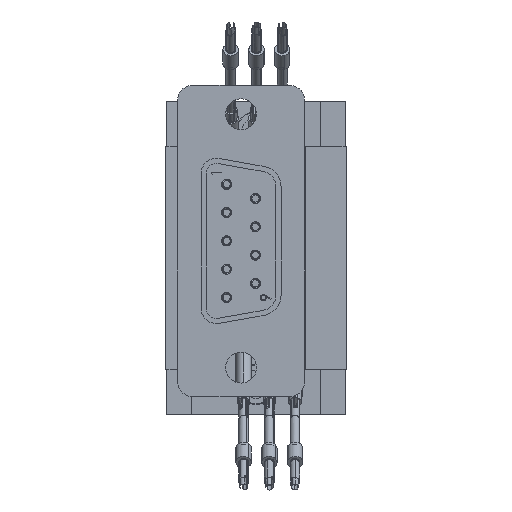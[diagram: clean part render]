
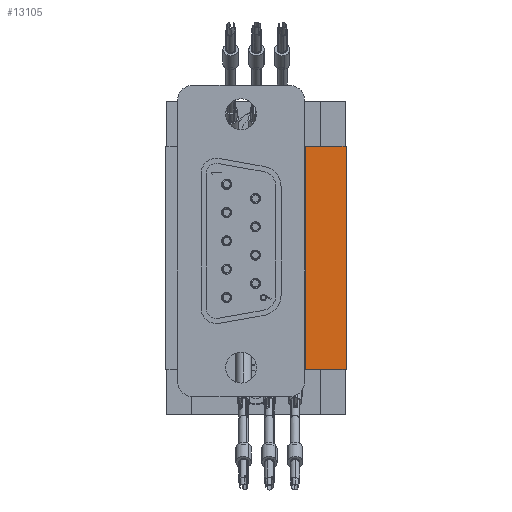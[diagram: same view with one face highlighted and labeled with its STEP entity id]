
A CAD part, left-side view. The second image highlights one B-rep face of the part: STEP entity #13105.
In plain terms, the highlighted planar face has unit normal (-1, 0, 0).
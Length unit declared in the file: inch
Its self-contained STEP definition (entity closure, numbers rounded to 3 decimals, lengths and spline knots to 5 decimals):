
#3003 = DIRECTION ( 'NONE',  ( 0., -1., 0. ) ) ;
#3004 = CARTESIAN_POINT ( 'NONE',  ( -0.79, -0.19, 0.43395 ) ) ;
#3005 = LINE ( 'NONE', #3004, #3129 ) ;
#3087 = CARTESIAN_POINT ( 'NONE',  ( -0.79, -0.191, 0.43395 ) ) ;
#3128 = CARTESIAN_POINT ( 'NONE',  ( -0.79, -0.25, 0.43395 ) ) ;
#3129 = VECTOR ( 'NONE', #3003, 39.37008 ) ;
#3140 = CARTESIAN_POINT ( 'NONE',  ( -0.79, -0.191, -0.43395 ) ) ;
#3238 = DIRECTION ( 'NONE',  ( 0., -1., 0. ) ) ;
#3239 = VECTOR ( 'NONE', #3238, 39.37008 ) ;
#3240 = CARTESIAN_POINT ( 'NONE',  ( -0.79, -0.19, -0.43395 ) ) ;
#3241 = LINE ( 'NONE', #3240, #3239 ) ;
#3319 = CARTESIAN_POINT ( 'NONE',  ( -0.79, -0.25, -0.43395 ) ) ;
#4161 = CARTESIAN_POINT ( 'NONE',  ( -0.79, -0.25, 0.4337 ) ) ;
#4266 = DIRECTION ( 'NONE',  ( 0., -1., 0. ) ) ;
#4267 = VECTOR ( 'NONE', #4266, 39.37008 ) ;
#4268 = CARTESIAN_POINT ( 'NONE',  ( -0.79, 0.35, 0.434 ) ) ;
#4269 = LINE ( 'NONE', #4268, #4267 ) ;
#4483 = CARTESIAN_POINT ( 'NONE',  ( -0.79, -0.35, 0.43365 ) ) ;
#4537 = DIRECTION ( 'NONE',  ( 0., 0., -1. ) ) ;
#4538 = VECTOR ( 'NONE', #4537, 39.37008 ) ;
#4561 = CARTESIAN_POINT ( 'NONE',  ( -0.79, -0.35, -0.43268 ) ) ;
#4571 = FACE_OUTER_BOUND ( 'NONE', #13106, .T. ) ;
#4613 = DIRECTION ( 'NONE',  ( 0., 0., -1. ) ) ;
#4614 = VECTOR ( 'NONE', #4613, 39.37008 ) ;
#4619 = CARTESIAN_POINT ( 'NONE',  ( -0.79, -0.35, 0.434 ) ) ;
#4620 = LINE ( 'NONE', #4619, #4614 ) ;
#4624 = CARTESIAN_POINT ( 'NONE',  ( -0.79, -0.25, 0.43395 ) ) ;
#4630 = DIRECTION ( 'NONE',  ( 0., -1., 0. ) ) ;
#4631 = VECTOR ( 'NONE', #4630, 39.37008 ) ;
#4632 = CARTESIAN_POINT ( 'NONE',  ( -0.79, 0.34957, -0.43302 ) ) ;
#4633 = LINE ( 'NONE', #4632, #4631 ) ;
#4646 = CARTESIAN_POINT ( 'NONE',  ( -0.79, -0.25, -0.43273 ) ) ;
#4647 = DIRECTION ( 'NONE',  ( 0., 0., -1. ) ) ;
#4648 = VECTOR ( 'NONE', #4647, 39.37008 ) ;
#4652 = DIRECTION ( 'NONE',  ( 0., 1., 0. ) ) ;
#4660 = DIRECTION ( 'NONE',  ( 1., 0., 0. ) ) ;
#4661 = CARTESIAN_POINT ( 'NONE',  ( -0.79, 0.35, 0.434 ) ) ;
#4662 = AXIS2_PLACEMENT_3D ( 'NONE', #4661, #4660, #4652 ) ;
#4673 = DIRECTION ( 'NONE',  ( 0., 0., -1. ) ) ;
#4674 = VECTOR ( 'NONE', #4673, 39.37008 ) ;
#4675 = CARTESIAN_POINT ( 'NONE',  ( -0.79, -0.25, 0.43395 ) ) ;
#4676 = LINE ( 'NONE', #4675, #4674 ) ;
#4681 = PLANE ( 'NONE',  #4662 ) ;
#4682 = LINE ( 'NONE', #4624, #4648 ) ;
#4683 = CARTESIAN_POINT ( 'NONE',  ( -0.79, -0.191, -0.43395 ) ) ;
#4684 = LINE ( 'NONE', #4683, #4538 ) ;
#11977 = VERTEX_POINT ( 'NONE', #3087 ) ;
#11990 = EDGE_CURVE ( 'NONE', #11977, #11991, #3005, .T. ) ;
#11991 = VERTEX_POINT ( 'NONE', #3128 ) ;
#12031 = EDGE_CURVE ( 'NONE', #12198, #12267, #3241, .T. ) ;
#12198 = VERTEX_POINT ( 'NONE', #3140 ) ;
#12267 = VERTEX_POINT ( 'NONE', #3319 ) ;
#12932 = EDGE_CURVE ( 'NONE', #12958, #13011, #4269, .T. ) ;
#12958 = VERTEX_POINT ( 'NONE', #4161 ) ;
#13003 = ORIENTED_EDGE ( 'NONE', *, *, #13118, .T. ) ;
#13011 = VERTEX_POINT ( 'NONE', #4483 ) ;
#13098 = ORIENTED_EDGE ( 'NONE', *, *, #13099, .T. ) ;
#13099 = EDGE_CURVE ( 'NONE', #11977, #12198, #4684, .T. ) ;
#13105 = ADVANCED_FACE ( 'NONE', ( #4571 ), #4681, .F. ) ;
#13106 = EDGE_LOOP ( 'NONE', ( #13126, #13003, #13172, #13117, #13108, #13171, #13098, #13164 ) ) ;
#13108 = ORIENTED_EDGE ( 'NONE', *, *, #13170, .F. ) ;
#13109 = EDGE_CURVE ( 'NONE', #13110, #12267, #4682, .T. ) ;
#13110 = VERTEX_POINT ( 'NONE', #4646 ) ;
#13116 = EDGE_CURVE ( 'NONE', #13011, #13119, #4620, .T. ) ;
#13117 = ORIENTED_EDGE ( 'NONE', *, *, #12932, .F. ) ;
#13118 = EDGE_CURVE ( 'NONE', #13110, #13119, #4633, .T. ) ;
#13119 = VERTEX_POINT ( 'NONE', #4561 ) ;
#13126 = ORIENTED_EDGE ( 'NONE', *, *, #13109, .F. ) ;
#13164 = ORIENTED_EDGE ( 'NONE', *, *, #12031, .T. ) ;
#13170 = EDGE_CURVE ( 'NONE', #11991, #12958, #4676, .T. ) ;
#13171 = ORIENTED_EDGE ( 'NONE', *, *, #11990, .F. ) ;
#13172 = ORIENTED_EDGE ( 'NONE', *, *, #13116, .F. ) ;
